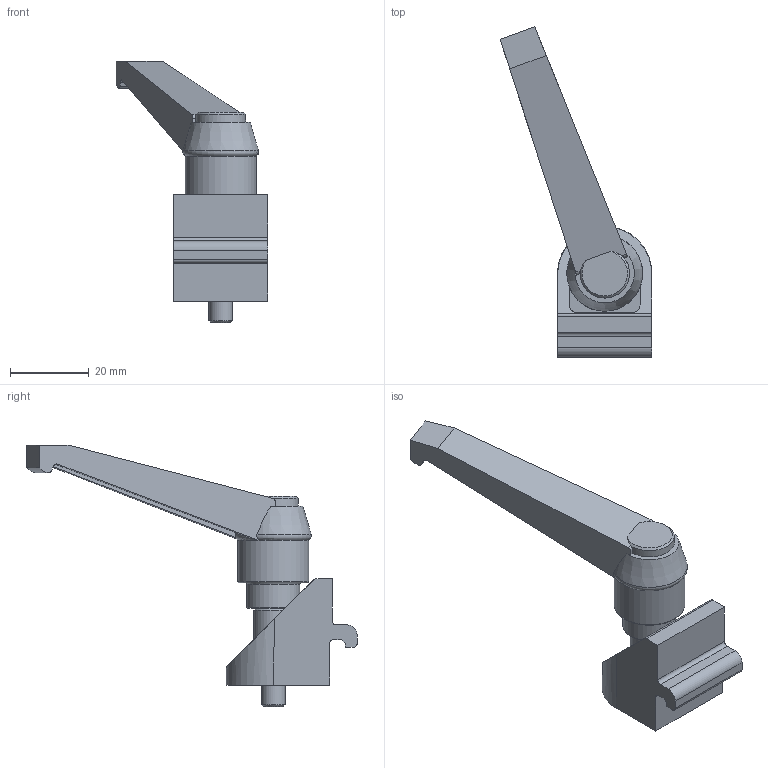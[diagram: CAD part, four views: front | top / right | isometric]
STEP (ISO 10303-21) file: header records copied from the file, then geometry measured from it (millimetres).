
FILE_DESCRIPTION(('STEP AP203'),'1');
FILE_NAME('FIXE06E1473.stp','2023-10-02T14:36:03',(' '),(' '),'Spatial InterOp 3D',' ',' ');
FILE_SCHEMA(('CONFIG_CONTROL_DESIGN'));
Length unit declared in the file: millimetre
Products named in the file (4): Equerre de bridage 6 avec poignée; poignée; entretoise
Assembly tree (3 placements, depth 2):
  Equerre de bridage 6 avec poignée
    poignée
    entretoise
    Equerre de bridage 6 avec poignée
Bounding box: 38.62 x 83.98 x 66.5 mm (x, y, z)
Volume: 17803.7 mm3; surface area: 10604.4 mm2
Topology: 3 solids, 3 shells, 94 faces, 240 edges, 156 vertices
Faces by surface type: plane 54, cylinder 27, cone 8, torus 5
Full cylindrical faces by diameter (mm): 5.917 x1, 6 x1, 6.2 x1, 10 x1, 12.5 x1, 13.5 x1, 18 x1
Entity records: 3702 total; most frequent: CARTESIAN_POINT 595, DIRECTION 474, ORIENTED_EDGE 444, EDGE_CURVE 222, AXIS2_PLACEMENT_3D 170, VERTEX_POINT 155, LINE 134, VECTOR 134
